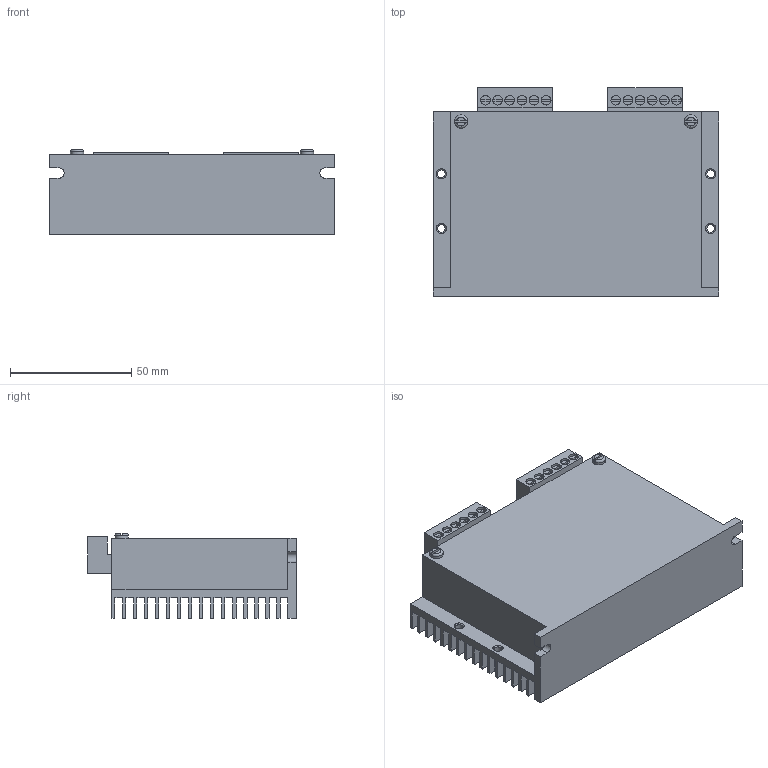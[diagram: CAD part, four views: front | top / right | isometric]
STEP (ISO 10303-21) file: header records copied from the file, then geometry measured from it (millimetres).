
FILE_DESCRIPTION(/* description */ (''),/* implementation_level */ '2;1');
FILE_NAME(/* name */ 'Microstep Driver.stp',/* time_stamp */ '2017-06-12T12:10:42+02:00',/* author */ ('sergo'),/* organization */ (''),/* preprocessor_version */ 'ST-DEVELOPER v16.5',/* originating_system */ 'Autodesk Inventor 2017',/* authorisation */ '');
FILE_SCHEMA (('AUTOMOTIVE_DESIGN { 1 0 10303 214 3 1 1 }'));
Length unit declared in the file: millimetre
Products named in the file (1): Microstep Driver
Bounding box: 117.5 x 86 x 35 mm (x, y, z)
Volume: 226827.6 mm3; surface area: 67206.9 mm2
Topology: 1 solids, 1 shells, 267 faces, 712 edges, 472 vertices
Faces by surface type: plane 235, cylinder 22, cone 4, torus 4, sphere 2
Full cylindrical faces by diameter (mm): 3 x2, 3.2 x4, 4 x12, 5.5 x2
Entity records: 8173 total; most frequent: CARTESIAN_POINT 1454, ORIENTED_EDGE 1328, DIRECTION 1290, EDGE_CURVE 664, LINE 558, VECTOR 558, VERTEX_POINT 450, AXIS2_PLACEMENT_3D 366
